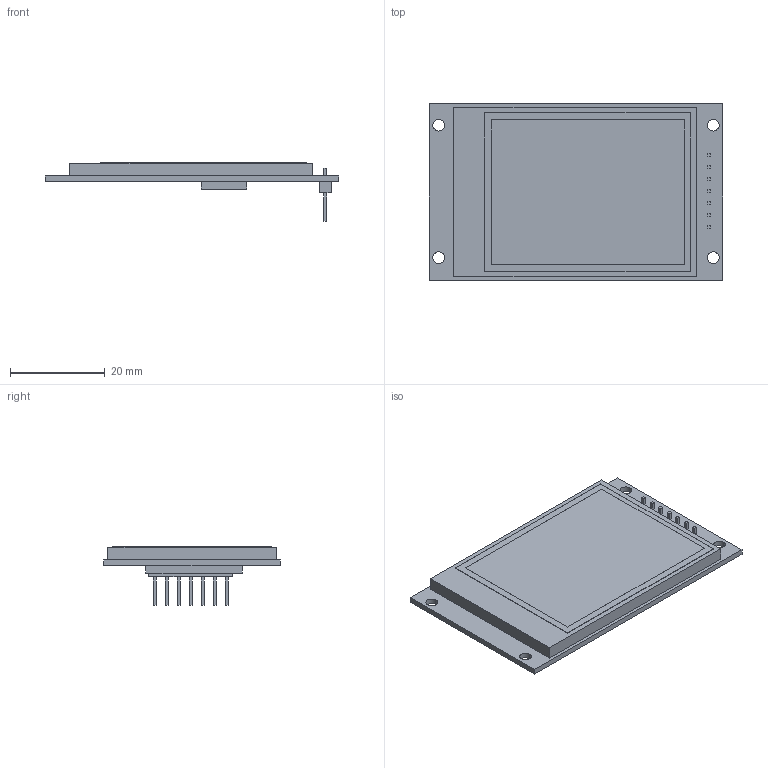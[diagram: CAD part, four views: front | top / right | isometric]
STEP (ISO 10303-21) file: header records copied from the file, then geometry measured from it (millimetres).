
FILE_DESCRIPTION (( 'STEP AP214' ), '1' );
FILE_NAME ('GMT020-02 TFT SPI 240x320.STEP', '2024-02-05T15:36:20', ( '' ), ( '' ), 'SwSTEP 2.0', 'SolidWorks 2018', '' );
FILE_SCHEMA (( 'AUTOMOTIVE_DESIGN' ));
Length unit declared in the file: millimetre
Products named in the file (1): GMT020-02 TFT SPI 240x320
Bounding box: 62 x 37.25 x 12.4 mm (x, y, z)
Volume: 8251.7 mm3; surface area: 5665.9 mm2
Topology: 1 solids, 1 shells, 109 faces, 264 edges, 176 vertices
Faces by surface type: plane 101, cylinder 8
Entity records: 4328 total; most frequent: CARTESIAN_POINT 550, ORIENTED_EDGE 528, DIRECTION 500, EDGE_CURVE 264, VECTOR 248, LINE 248, VERTEX_POINT 176, EDGE_LOOP 136
